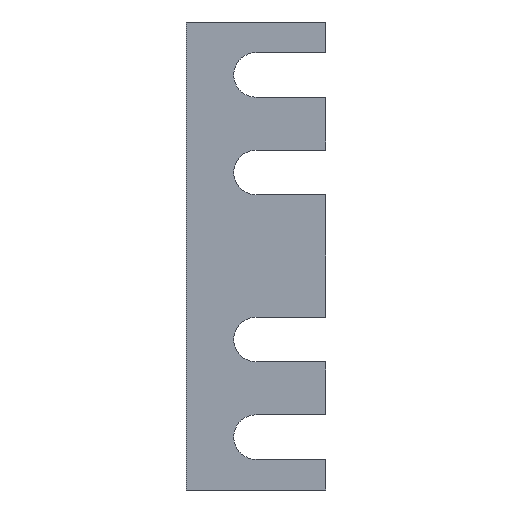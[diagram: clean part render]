
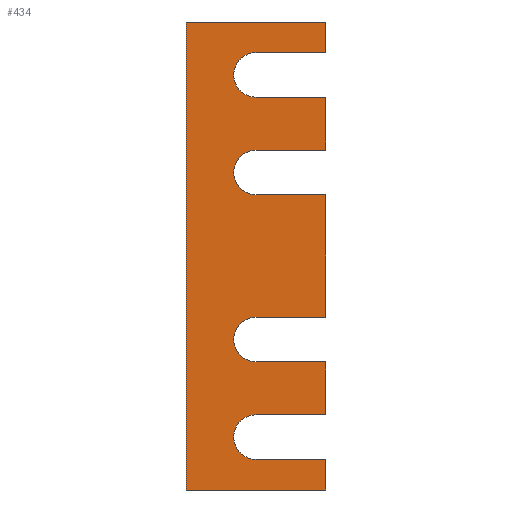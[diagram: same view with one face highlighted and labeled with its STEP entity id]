
A CAD part, left-side view. The second image highlights one B-rep face of the part: STEP entity #434.
In plain terms, the highlighted planar face has unit normal (-1, 0, 0).
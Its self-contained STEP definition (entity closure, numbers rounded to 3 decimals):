
#16=CIRCLE('',#454,4.);
#18=CIRCLE('',#460,4.);
#20=CIRCLE('',#469,4.);
#22=CIRCLE('',#475,4.);
#48=FACE_OUTER_BOUND('',#70,.T.);
#70=EDGE_LOOP('',(#375,#376,#377,#378,#379,#380,#381,#382,#383,#384,#385,
#386,#387,#388,#389,#390,#391,#392,#393,#394));
#73=LINE('',#601,#125);
#76=LINE('',#607,#128);
#80=LINE('',#616,#132);
#84=LINE('',#628,#136);
#87=LINE('',#634,#139);
#90=LINE('',#640,#142);
#94=LINE('',#650,#146);
#97=LINE('',#658,#149);
#101=LINE('',#665,#153);
#103=LINE('',#668,#155);
#106=LINE('',#674,#158);
#109=LINE('',#680,#161);
#113=LINE('',#692,#165);
#116=LINE('',#698,#168);
#119=LINE('',#704,#171);
#122=LINE('',#713,#174);
#125=VECTOR('',#485,10.);
#128=VECTOR('',#490,10.);
#132=VECTOR('',#496,10.);
#136=VECTOR('',#508,10.);
#139=VECTOR('',#513,10.);
#142=VECTOR('',#518,10.);
#146=VECTOR('',#530,10.);
#149=VECTOR('',#535,10.);
#153=VECTOR('',#541,10.);
#155=VECTOR('',#545,10.);
#158=VECTOR('',#550,10.);
#161=VECTOR('',#555,10.);
#165=VECTOR('',#567,10.);
#168=VECTOR('',#572,10.);
#171=VECTOR('',#577,10.);
#174=VECTOR('',#588,10.);
#177=VERTEX_POINT('',#598);
#178=VERTEX_POINT('',#600);
#180=VERTEX_POINT('',#606);
#183=VERTEX_POINT('',#613);
#184=VERTEX_POINT('',#615);
#186=VERTEX_POINT('',#621);
#188=VERTEX_POINT('',#627);
#190=VERTEX_POINT('',#633);
#192=VERTEX_POINT('',#639);
#194=VERTEX_POINT('',#645);
#197=VERTEX_POINT('',#655);
#198=VERTEX_POINT('',#657);
#200=VERTEX_POINT('',#663);
#202=VERTEX_POINT('',#672);
#204=VERTEX_POINT('',#678);
#206=VERTEX_POINT('',#684);
#208=VERTEX_POINT('',#690);
#210=VERTEX_POINT('',#696);
#212=VERTEX_POINT('',#702);
#214=VERTEX_POINT('',#708);
#217=EDGE_CURVE('',#178,#177,#73,.T.);
#220=EDGE_CURVE('',#180,#178,#76,.T.);
#224=EDGE_CURVE('',#184,#183,#80,.T.);
#227=EDGE_CURVE('',#186,#184,#16,.T.);
#230=EDGE_CURVE('',#188,#186,#84,.T.);
#233=EDGE_CURVE('',#190,#188,#87,.T.);
#236=EDGE_CURVE('',#192,#190,#90,.T.);
#239=EDGE_CURVE('',#194,#192,#18,.T.);
#242=EDGE_CURVE('',#177,#194,#94,.T.);
#245=EDGE_CURVE('',#197,#198,#97,.T.);
#249=EDGE_CURVE('',#200,#197,#101,.T.);
#251=EDGE_CURVE('',#200,#180,#103,.T.);
#254=EDGE_CURVE('',#202,#183,#106,.T.);
#257=EDGE_CURVE('',#204,#202,#109,.T.);
#260=EDGE_CURVE('',#206,#204,#20,.T.);
#263=EDGE_CURVE('',#208,#206,#113,.T.);
#266=EDGE_CURVE('',#210,#208,#116,.T.);
#269=EDGE_CURVE('',#212,#210,#119,.T.);
#272=EDGE_CURVE('',#214,#212,#22,.T.);
#274=EDGE_CURVE('',#198,#214,#122,.T.);
#375=ORIENTED_EDGE('',*,*,#274,.F.);
#376=ORIENTED_EDGE('',*,*,#245,.F.);
#377=ORIENTED_EDGE('',*,*,#249,.F.);
#378=ORIENTED_EDGE('',*,*,#251,.T.);
#379=ORIENTED_EDGE('',*,*,#220,.T.);
#380=ORIENTED_EDGE('',*,*,#217,.T.);
#381=ORIENTED_EDGE('',*,*,#242,.T.);
#382=ORIENTED_EDGE('',*,*,#239,.T.);
#383=ORIENTED_EDGE('',*,*,#236,.T.);
#384=ORIENTED_EDGE('',*,*,#233,.T.);
#385=ORIENTED_EDGE('',*,*,#230,.T.);
#386=ORIENTED_EDGE('',*,*,#227,.T.);
#387=ORIENTED_EDGE('',*,*,#224,.T.);
#388=ORIENTED_EDGE('',*,*,#254,.F.);
#389=ORIENTED_EDGE('',*,*,#257,.F.);
#390=ORIENTED_EDGE('',*,*,#260,.F.);
#391=ORIENTED_EDGE('',*,*,#263,.F.);
#392=ORIENTED_EDGE('',*,*,#266,.F.);
#393=ORIENTED_EDGE('',*,*,#269,.F.);
#394=ORIENTED_EDGE('',*,*,#272,.F.);
#412=PLANE('',#478);
#434=ADVANCED_FACE('',(#48),#412,.T.);
#454=AXIS2_PLACEMENT_3D('',#622,#502,#503);
#460=AXIS2_PLACEMENT_3D('',#646,#524,#525);
#469=AXIS2_PLACEMENT_3D('',#686,#561,#562);
#475=AXIS2_PLACEMENT_3D('',#710,#583,#584);
#478=AXIS2_PLACEMENT_3D('',#715,#591,#592);
#485=DIRECTION('',(0.,0.,1.));
#490=DIRECTION('',(0.,-1.,0.));
#496=DIRECTION('',(0.,-1.,0.));
#502=DIRECTION('center_axis',(1.,0.,0.));
#503=DIRECTION('ref_axis',(0.,1.,0.));
#508=DIRECTION('',(0.,1.,0.));
#513=DIRECTION('',(0.,0.,1.));
#518=DIRECTION('',(0.,-1.,0.));
#524=DIRECTION('center_axis',(1.,0.,0.));
#525=DIRECTION('ref_axis',(0.,1.,0.));
#530=DIRECTION('',(0.,1.,0.));
#535=DIRECTION('',(0.,0.,-1.));
#541=DIRECTION('',(0.,-1.,0.));
#545=DIRECTION('',(0.,0.,-1.));
#550=DIRECTION('',(0.,0.,-1.));
#555=DIRECTION('',(0.,-1.,0.));
#561=DIRECTION('center_axis',(-1.,0.,0.));
#562=DIRECTION('ref_axis',(0.,1.,0.));
#567=DIRECTION('',(0.,1.,0.));
#572=DIRECTION('',(0.,0.,-1.));
#577=DIRECTION('',(0.,-1.,0.));
#583=DIRECTION('center_axis',(-1.,0.,0.));
#584=DIRECTION('ref_axis',(0.,1.,0.));
#588=DIRECTION('',(0.,1.,0.));
#591=DIRECTION('center_axis',(-1.,0.,0.));
#592=DIRECTION('ref_axis',(0.,1.,0.));
#598=CARTESIAN_POINT('',(39.21,62.5,-36.5));
#600=CARTESIAN_POINT('',(39.21,62.5,-42.));
#601=CARTESIAN_POINT('',(39.21,62.5,-12.5));
#606=CARTESIAN_POINT('',(39.21,87.5,-42.));
#607=CARTESIAN_POINT('',(39.21,87.5,-42.));
#613=CARTESIAN_POINT('',(39.21,62.5,-11.));
#615=CARTESIAN_POINT('',(39.21,75.,-11.));
#616=CARTESIAN_POINT('',(39.21,75.,-11.));
#621=CARTESIAN_POINT('',(39.21,75.,-19.));
#622=CARTESIAN_POINT('Origin',(39.21,75.,-15.));
#627=CARTESIAN_POINT('',(39.21,62.5,-19.));
#628=CARTESIAN_POINT('',(39.21,75.,-19.));
#633=CARTESIAN_POINT('',(39.21,62.5,-28.5));
#634=CARTESIAN_POINT('',(39.21,62.5,-12.5));
#639=CARTESIAN_POINT('',(39.21,75.,-28.5));
#640=CARTESIAN_POINT('',(39.21,75.,-28.5));
#645=CARTESIAN_POINT('',(39.21,75.,-36.5));
#646=CARTESIAN_POINT('Origin',(39.21,75.,-32.5));
#650=CARTESIAN_POINT('',(39.21,75.,-36.5));
#655=CARTESIAN_POINT('',(39.21,62.5,42.));
#657=CARTESIAN_POINT('',(39.21,62.5,36.5));
#658=CARTESIAN_POINT('',(39.21,62.5,12.5));
#663=CARTESIAN_POINT('',(39.21,87.5,42.));
#665=CARTESIAN_POINT('',(39.21,87.5,42.));
#668=CARTESIAN_POINT('',(39.21,87.5,-12.5));
#672=CARTESIAN_POINT('',(39.21,62.5,11.));
#674=CARTESIAN_POINT('',(39.21,62.5,12.5));
#678=CARTESIAN_POINT('',(39.21,75.,11.));
#680=CARTESIAN_POINT('',(39.21,75.,11.));
#684=CARTESIAN_POINT('',(39.21,75.,19.));
#686=CARTESIAN_POINT('Origin',(39.21,75.,15.));
#690=CARTESIAN_POINT('',(39.21,62.5,19.));
#692=CARTESIAN_POINT('',(39.21,75.,19.));
#696=CARTESIAN_POINT('',(39.21,62.5,28.5));
#698=CARTESIAN_POINT('',(39.21,62.5,12.5));
#702=CARTESIAN_POINT('',(39.21,75.,28.5));
#704=CARTESIAN_POINT('',(39.21,75.,28.5));
#708=CARTESIAN_POINT('',(39.21,75.,36.5));
#710=CARTESIAN_POINT('Origin',(39.21,75.,32.5));
#713=CARTESIAN_POINT('',(39.21,75.,36.5));
#715=CARTESIAN_POINT('Origin',(39.21,75.,21.));
